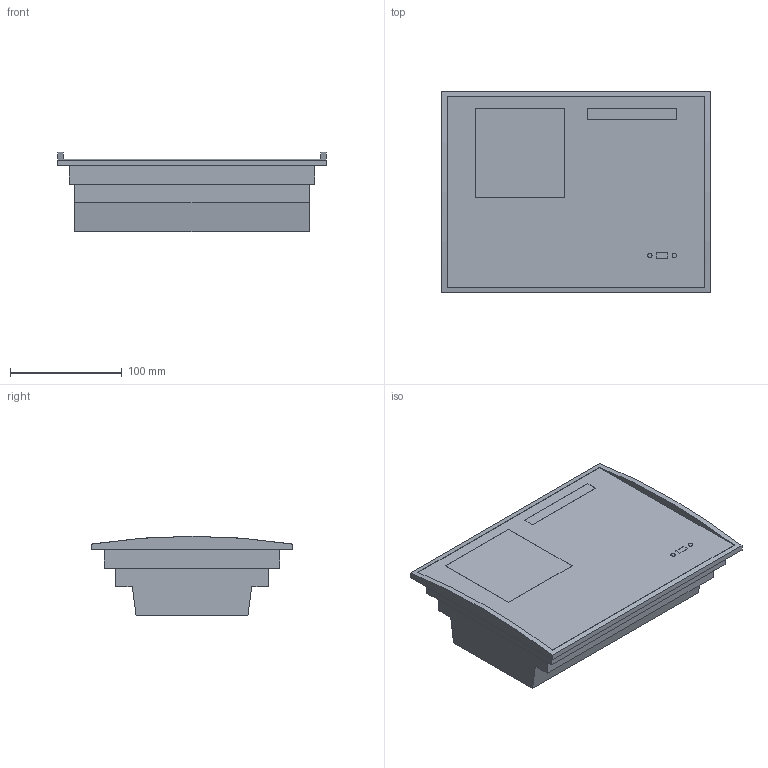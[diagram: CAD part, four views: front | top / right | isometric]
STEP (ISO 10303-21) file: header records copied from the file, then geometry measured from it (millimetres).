
FILE_DESCRIPTION((''),'2;1');
FILE_NAME('3d_RGK900RDSA.stp','2014-06-05T08:05:17',(''),(''),'Mechanical Desktop 2011','Mechanical Desktop 2011',', , ');
FILE_SCHEMA(('CONFIG_CONTROL_DESIGN'));
Length unit declared in the file: millimetre
Products named in the file (1): Product
Bounding box: 240 x 180 x 71 mm (x, y, z)
Volume: 1850230.2 mm3; surface area: 132891.7 mm2
Topology: 1 solids, 1 shells, 46 faces, 112 edges, 76 vertices
Faces by surface type: plane 41, cylinder 5
Entity records: 1439 total; most frequent: CARTESIAN_POINT 235, ORIENTED_EDGE 224, DIRECTION 222, EDGE_CURVE 112, VECTOR 96, LINE 96, VERTEX_POINT 76, AXIS2_PLACEMENT_3D 63
